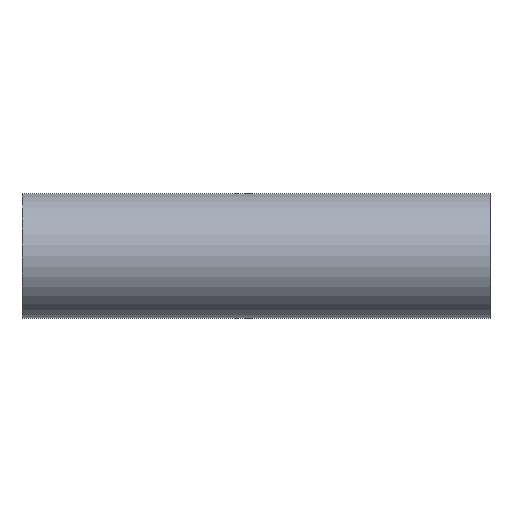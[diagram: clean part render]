
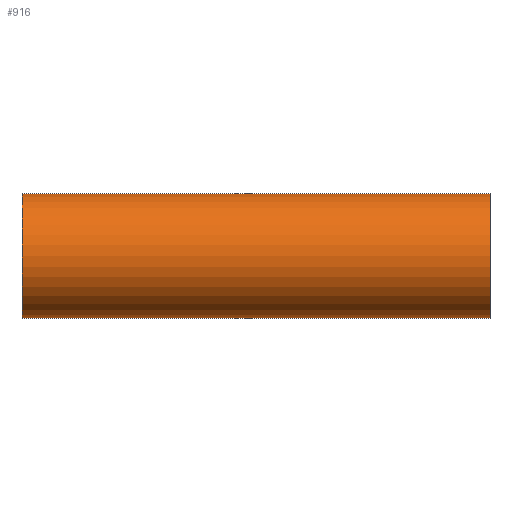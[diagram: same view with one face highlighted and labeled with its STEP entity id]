
A CAD part, top view. The second image highlights one B-rep face of the part: STEP entity #916.
In plain terms, the highlighted cylindrical face has radius 6 mm (diameter 12 mm), a partial arc.
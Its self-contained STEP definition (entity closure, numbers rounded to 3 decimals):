
#363 = PLANE('',#364);
#364 = AXIS2_PLACEMENT_3D('',#365,#366,#367);
#365 = CARTESIAN_POINT('',(0.,6.,0.));
#366 = DIRECTION('',(0.,1.,0.));
#367 = DIRECTION('',(0.,0.,1.));
#422 = PLANE('',#423);
#423 = AXIS2_PLACEMENT_3D('',#424,#425,#426);
#424 = CARTESIAN_POINT('',(0.,-6.,0.));
#425 = DIRECTION('',(0.,1.,0.));
#426 = DIRECTION('',(0.,0.,1.));
#513 = VERTEX_POINT('',#514);
#514 = CARTESIAN_POINT('',(0.,6.,6.));
#568 = EDGE_CURVE('',#513,#569,#571,.T.);
#569 = VERTEX_POINT('',#570);
#570 = CARTESIAN_POINT('',(45.,6.,6.));
#571 = SURFACE_CURVE('',#572,(#576,#583),.PCURVE_S1.);
#572 = LINE('',#573,#574);
#573 = CARTESIAN_POINT('',(0.,6.,6.));
#574 = VECTOR('',#575,1.);
#575 = DIRECTION('',(1.,0.,0.));
#576 = PCURVE('',#363,#577);
#577 = DEFINITIONAL_REPRESENTATION('',(#578),#582);
#578 = LINE('',#579,#580);
#579 = CARTESIAN_POINT('',(6.,0.));
#580 = VECTOR('',#581,1.);
#581 = DIRECTION('',(0.,1.));
#582 = ( GEOMETRIC_REPRESENTATION_CONTEXT(2) 
PARAMETRIC_REPRESENTATION_CONTEXT() REPRESENTATION_CONTEXT('2D SPACE',''
  ) );
#583 = PCURVE('',#584,#589);
#584 = CYLINDRICAL_SURFACE('',#585,6.);
#585 = AXIS2_PLACEMENT_3D('',#586,#587,#588);
#586 = CARTESIAN_POINT('',(0.,0.,6.));
#587 = DIRECTION('',(1.,0.,0.));
#588 = DIRECTION('',(0.,0.,-1.));
#589 = DEFINITIONAL_REPRESENTATION('',(#590),#594);
#590 = LINE('',#591,#592);
#591 = CARTESIAN_POINT('',(1.571,0.));
#592 = VECTOR('',#593,1.);
#593 = DIRECTION('',(0.,1.));
#594 = ( GEOMETRIC_REPRESENTATION_CONTEXT(2) 
PARAMETRIC_REPRESENTATION_CONTEXT() REPRESENTATION_CONTEXT('2D SPACE',''
  ) );
#765 = VERTEX_POINT('',#766);
#766 = CARTESIAN_POINT('',(0.,-6.,6.));
#814 = VERTEX_POINT('',#815);
#815 = CARTESIAN_POINT('',(45.,-6.,6.));
#864 = EDGE_CURVE('',#765,#814,#865,.T.);
#865 = SURFACE_CURVE('',#866,(#870,#877),.PCURVE_S1.);
#866 = LINE('',#867,#868);
#867 = CARTESIAN_POINT('',(0.,-6.,6.));
#868 = VECTOR('',#869,1.);
#869 = DIRECTION('',(1.,0.,0.));
#870 = PCURVE('',#422,#871);
#871 = DEFINITIONAL_REPRESENTATION('',(#872),#876);
#872 = LINE('',#873,#874);
#873 = CARTESIAN_POINT('',(6.,0.));
#874 = VECTOR('',#875,1.);
#875 = DIRECTION('',(0.,1.));
#876 = ( GEOMETRIC_REPRESENTATION_CONTEXT(2) 
PARAMETRIC_REPRESENTATION_CONTEXT() REPRESENTATION_CONTEXT('2D SPACE',''
  ) );
#877 = PCURVE('',#584,#878);
#878 = DEFINITIONAL_REPRESENTATION('',(#879),#883);
#879 = LINE('',#880,#881);
#880 = CARTESIAN_POINT('',(4.712,0.));
#881 = VECTOR('',#882,1.);
#882 = DIRECTION('',(0.,1.));
#883 = ( GEOMETRIC_REPRESENTATION_CONTEXT(2) 
PARAMETRIC_REPRESENTATION_CONTEXT() REPRESENTATION_CONTEXT('2D SPACE',''
  ) );
#903 = PLANE('',#904);
#904 = AXIS2_PLACEMENT_3D('',#905,#906,#907);
#905 = CARTESIAN_POINT('',(0.,0.,6.));
#906 = DIRECTION('',(1.,0.,0.));
#907 = DIRECTION('',(0.,0.,-1.));
#916 = ADVANCED_FACE('',(#917),#584,.T.);
#917 = FACE_BOUND('',#918,.T.);
#918 = EDGE_LOOP('',(#919,#946,#947,#969));
#919 = ORIENTED_EDGE('',*,*,#920,.F.);
#920 = EDGE_CURVE('',#569,#814,#921,.T.);
#921 = SURFACE_CURVE('',#922,(#927,#934),.PCURVE_S1.);
#922 = CIRCLE('',#923,6.);
#923 = AXIS2_PLACEMENT_3D('',#924,#925,#926);
#924 = CARTESIAN_POINT('',(45.,0.,6.));
#925 = DIRECTION('',(1.,-0.,0.));
#926 = DIRECTION('',(0.,0.,-1.));
#927 = PCURVE('',#584,#928);
#928 = DEFINITIONAL_REPRESENTATION('',(#929),#933);
#929 = LINE('',#930,#931);
#930 = CARTESIAN_POINT('',(0.,45.));
#931 = VECTOR('',#932,1.);
#932 = DIRECTION('',(1.,0.));
#933 = ( GEOMETRIC_REPRESENTATION_CONTEXT(2) 
PARAMETRIC_REPRESENTATION_CONTEXT() REPRESENTATION_CONTEXT('2D SPACE',''
  ) );
#934 = PCURVE('',#935,#940);
#935 = PLANE('',#936);
#936 = AXIS2_PLACEMENT_3D('',#937,#938,#939);
#937 = CARTESIAN_POINT('',(45.,0.,6.));
#938 = DIRECTION('',(1.,0.,0.));
#939 = DIRECTION('',(0.,0.,-1.));
#940 = DEFINITIONAL_REPRESENTATION('',(#941),#945);
#941 = CIRCLE('',#942,6.);
#942 = AXIS2_PLACEMENT_2D('',#943,#944);
#943 = CARTESIAN_POINT('',(0.,0.));
#944 = DIRECTION('',(1.,0.));
#945 = ( GEOMETRIC_REPRESENTATION_CONTEXT(2) 
PARAMETRIC_REPRESENTATION_CONTEXT() REPRESENTATION_CONTEXT('2D SPACE',''
  ) );
#946 = ORIENTED_EDGE('',*,*,#568,.F.);
#947 = ORIENTED_EDGE('',*,*,#948,.T.);
#948 = EDGE_CURVE('',#513,#765,#949,.T.);
#949 = SURFACE_CURVE('',#950,(#955,#962),.PCURVE_S1.);
#950 = CIRCLE('',#951,6.);
#951 = AXIS2_PLACEMENT_3D('',#952,#953,#954);
#952 = CARTESIAN_POINT('',(0.,0.,6.));
#953 = DIRECTION('',(1.,-0.,0.));
#954 = DIRECTION('',(0.,0.,-1.));
#955 = PCURVE('',#584,#956);
#956 = DEFINITIONAL_REPRESENTATION('',(#957),#961);
#957 = LINE('',#958,#959);
#958 = CARTESIAN_POINT('',(0.,0.));
#959 = VECTOR('',#960,1.);
#960 = DIRECTION('',(1.,0.));
#961 = ( GEOMETRIC_REPRESENTATION_CONTEXT(2) 
PARAMETRIC_REPRESENTATION_CONTEXT() REPRESENTATION_CONTEXT('2D SPACE',''
  ) );
#962 = PCURVE('',#903,#963);
#963 = DEFINITIONAL_REPRESENTATION('',(#964),#968);
#964 = CIRCLE('',#965,6.);
#965 = AXIS2_PLACEMENT_2D('',#966,#967);
#966 = CARTESIAN_POINT('',(0.,0.));
#967 = DIRECTION('',(1.,0.));
#968 = ( GEOMETRIC_REPRESENTATION_CONTEXT(2) 
PARAMETRIC_REPRESENTATION_CONTEXT() REPRESENTATION_CONTEXT('2D SPACE',''
  ) );
#969 = ORIENTED_EDGE('',*,*,#864,.T.);
